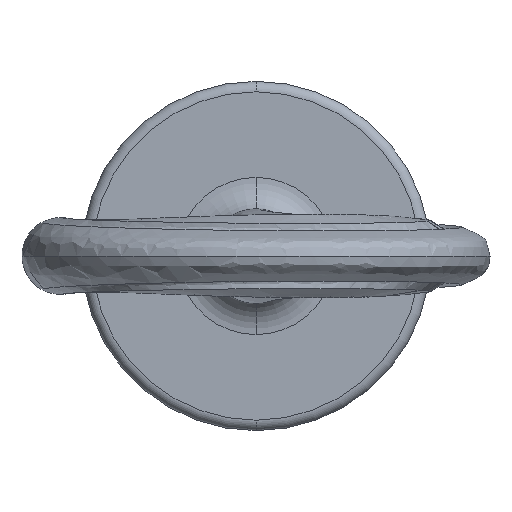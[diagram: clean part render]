
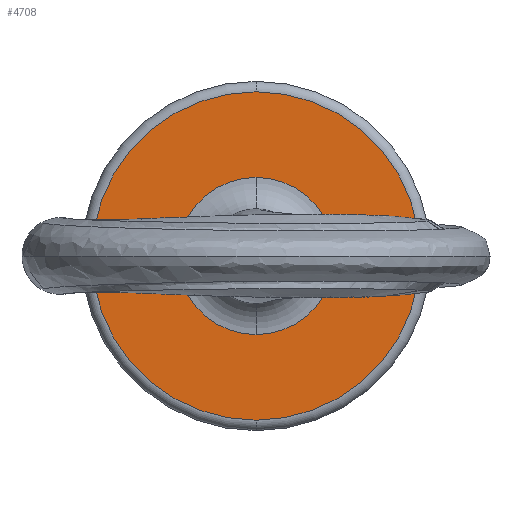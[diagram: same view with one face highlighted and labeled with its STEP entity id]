
A CAD part, front view. The second image highlights one B-rep face of the part: STEP entity #4708.
In plain terms, the highlighted planar face has unit normal (0, -1, 0).
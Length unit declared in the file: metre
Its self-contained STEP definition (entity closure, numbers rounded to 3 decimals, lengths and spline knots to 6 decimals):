
#21 = EDGE_CURVE('',#22,#24,#26,.T.);
#22 = VERTEX_POINT('',#23);
#23 = CARTESIAN_POINT('',(0.,-0.015,-0.047));
#24 = VERTEX_POINT('',#25);
#25 = CARTESIAN_POINT('',(0.,-0.015,0.047));
#26 = SURFACE_CURVE('',#27,(#32,#44),.PCURVE_S1.);
#27 = CIRCLE('',#28,0.047);
#28 = AXIS2_PLACEMENT_3D('',#29,#30,#31);
#29 = CARTESIAN_POINT('',(0.,-0.015,0.));
#30 = DIRECTION('',(0.,-1.,0.));
#31 = DIRECTION('',(0.,0.,1.));
#32 = PCURVE('',#33,#38);
#33 = TOROIDAL_SURFACE('',#34,0.047,0.003);
#34 = AXIS2_PLACEMENT_3D('',#35,#36,#37);
#35 = CARTESIAN_POINT('',(0.,-0.012,0.));
#36 = DIRECTION('',(0.,1.,0.));
#37 = DIRECTION('',(0.,-0.,1.));
#38 = DEFINITIONAL_REPRESENTATION('',(#39),#43);
#39 = LINE('',#40,#41);
#40 = CARTESIAN_POINT('',(6.283,4.712));
#41 = VECTOR('',#42,1.);
#42 = DIRECTION('',(-1.,0.));
#43 = ( GEOMETRIC_REPRESENTATION_CONTEXT(2) 
PARAMETRIC_REPRESENTATION_CONTEXT() REPRESENTATION_CONTEXT('2D SPACE',''
  ) );
#44 = PCURVE('',#45,#50);
#45 = PLANE('',#46);
#46 = AXIS2_PLACEMENT_3D('',#47,#48,#49);
#47 = CARTESIAN_POINT('',(0.,-0.015,0.));
#48 = DIRECTION('',(0.,1.,0.));
#49 = DIRECTION('',(0.,-0.,1.));
#50 = DEFINITIONAL_REPRESENTATION('',(#51),#59);
#51 = ( BOUNDED_CURVE() B_SPLINE_CURVE(2,(#52,#53,#54,#55,#56,#57,#58),
.UNSPECIFIED.,.T.,.F.) B_SPLINE_CURVE_WITH_KNOTS((1,2,2,2,2,1),(
    -2.094395,0.,2.094395,4.18879,6.283185,
8.37758),.UNSPECIFIED.) CURVE() GEOMETRIC_REPRESENTATION_ITEM() 
RATIONAL_B_SPLINE_CURVE((1.,0.5,1.,0.5,1.,0.5,1.)) REPRESENTATION_ITEM(
  '') );
#52 = CARTESIAN_POINT('',(0.047,0.));
#53 = CARTESIAN_POINT('',(0.047,-0.081));
#54 = CARTESIAN_POINT('',(-0.024,-0.041));
#55 = CARTESIAN_POINT('',(-0.094,0.));
#56 = CARTESIAN_POINT('',(-0.024,0.041));
#57 = CARTESIAN_POINT('',(0.047,0.081));
#58 = CARTESIAN_POINT('',(0.047,0.));
#59 = ( GEOMETRIC_REPRESENTATION_CONTEXT(2) 
PARAMETRIC_REPRESENTATION_CONTEXT() REPRESENTATION_CONTEXT('2D SPACE',''
  ) );
#78 = TOROIDAL_SURFACE('',#79,0.047,0.003);
#79 = AXIS2_PLACEMENT_3D('',#80,#81,#82);
#80 = CARTESIAN_POINT('',(0.,-0.012,0.));
#81 = DIRECTION('',(0.,1.,0.));
#82 = DIRECTION('',(0.,-0.,1.));
#145 = VERTEX_POINT('',#146);
#146 = CARTESIAN_POINT('',(0.,-0.015,0.0225));
#156 = TOROIDAL_SURFACE('',#157,0.0225,0.01);
#157 = AXIS2_PLACEMENT_3D('',#158,#159,#160);
#158 = CARTESIAN_POINT('',(0.,-0.025,0.));
#159 = DIRECTION('',(0.,1.,0.));
#160 = DIRECTION('',(0.,-0.,1.));
#168 = TOROIDAL_SURFACE('',#169,0.0225,0.01);
#169 = AXIS2_PLACEMENT_3D('',#170,#171,#172);
#170 = CARTESIAN_POINT('',(0.,-0.025,0.));
#171 = DIRECTION('',(0.,1.,0.));
#172 = DIRECTION('',(0.,-0.,1.));
#210 = VERTEX_POINT('',#211);
#211 = CARTESIAN_POINT('',(0.,-0.015,-0.0225));
#233 = EDGE_CURVE('',#210,#145,#234,.T.);
#234 = SURFACE_CURVE('',#235,(#240,#247),.PCURVE_S1.);
#235 = CIRCLE('',#236,0.0225);
#236 = AXIS2_PLACEMENT_3D('',#237,#238,#239);
#237 = CARTESIAN_POINT('',(0.,-0.015,0.));
#238 = DIRECTION('',(0.,1.,0.));
#239 = DIRECTION('',(0.,-0.,1.));
#240 = PCURVE('',#156,#241);
#241 = DEFINITIONAL_REPRESENTATION('',(#242),#246);
#242 = LINE('',#243,#244);
#243 = CARTESIAN_POINT('',(0.,1.571));
#244 = VECTOR('',#245,1.);
#245 = DIRECTION('',(1.,0.));
#246 = ( GEOMETRIC_REPRESENTATION_CONTEXT(2) 
PARAMETRIC_REPRESENTATION_CONTEXT() REPRESENTATION_CONTEXT('2D SPACE',''
  ) );
#247 = PCURVE('',#45,#248);
#248 = DEFINITIONAL_REPRESENTATION('',(#249),#253);
#249 = CIRCLE('',#250,0.0225);
#250 = AXIS2_PLACEMENT_2D('',#251,#252);
#251 = CARTESIAN_POINT('',(0.,0.));
#252 = DIRECTION('',(1.,0.));
#253 = ( GEOMETRIC_REPRESENTATION_CONTEXT(2) 
PARAMETRIC_REPRESENTATION_CONTEXT() REPRESENTATION_CONTEXT('2D SPACE',''
  ) );
#4708 = ADVANCED_FACE('',(#4709,#4738),#45,.F.);
#4709 = FACE_BOUND('',#4710,.T.);
#4710 = EDGE_LOOP('',(#4711,#4737));
#4711 = ORIENTED_EDGE('',*,*,#4712,.T.);
#4712 = EDGE_CURVE('',#24,#22,#4713,.T.);
#4713 = SURFACE_CURVE('',#4714,(#4719,#4730),.PCURVE_S1.);
#4714 = CIRCLE('',#4715,0.047);
#4715 = AXIS2_PLACEMENT_3D('',#4716,#4717,#4718);
#4716 = CARTESIAN_POINT('',(0.,-0.015,0.));
#4717 = DIRECTION('',(0.,-1.,0.));
#4718 = DIRECTION('',(0.,0.,1.));
#4719 = PCURVE('',#45,#4720);
#4720 = DEFINITIONAL_REPRESENTATION('',(#4721),#4729);
#4721 = ( BOUNDED_CURVE() B_SPLINE_CURVE(2,(#4722,#4723,#4724,#4725,
#4726,#4727,#4728),.UNSPECIFIED.,.T.,.F.) B_SPLINE_CURVE_WITH_KNOTS((1,2
    ,2,2,2,1),(-2.094395,0.,2.094395,4.18879,
6.283185,8.37758),.UNSPECIFIED.) CURVE() 
GEOMETRIC_REPRESENTATION_ITEM() RATIONAL_B_SPLINE_CURVE((1.,0.5,1.,0.5,
1.,0.5,1.)) REPRESENTATION_ITEM('') );
#4722 = CARTESIAN_POINT('',(0.047,0.));
#4723 = CARTESIAN_POINT('',(0.047,-0.081));
#4724 = CARTESIAN_POINT('',(-0.024,-0.041));
#4725 = CARTESIAN_POINT('',(-0.094,0.));
#4726 = CARTESIAN_POINT('',(-0.024,0.041));
#4727 = CARTESIAN_POINT('',(0.047,0.081));
#4728 = CARTESIAN_POINT('',(0.047,0.));
#4729 = ( GEOMETRIC_REPRESENTATION_CONTEXT(2) 
PARAMETRIC_REPRESENTATION_CONTEXT() REPRESENTATION_CONTEXT('2D SPACE',''
  ) );
#4730 = PCURVE('',#78,#4731);
#4731 = DEFINITIONAL_REPRESENTATION('',(#4732),#4736);
#4732 = LINE('',#4733,#4734);
#4733 = CARTESIAN_POINT('',(6.283,4.712));
#4734 = VECTOR('',#4735,1.);
#4735 = DIRECTION('',(-1.,0.));
#4736 = ( GEOMETRIC_REPRESENTATION_CONTEXT(2) 
PARAMETRIC_REPRESENTATION_CONTEXT() REPRESENTATION_CONTEXT('2D SPACE',''
  ) );
#4737 = ORIENTED_EDGE('',*,*,#21,.T.);
#4738 = FACE_BOUND('',#4739,.T.);
#4739 = EDGE_LOOP('',(#4740,#4762));
#4740 = ORIENTED_EDGE('',*,*,#4741,.T.);
#4741 = EDGE_CURVE('',#145,#210,#4742,.T.);
#4742 = SURFACE_CURVE('',#4743,(#4748,#4755),.PCURVE_S1.);
#4743 = CIRCLE('',#4744,0.0225);
#4744 = AXIS2_PLACEMENT_3D('',#4745,#4746,#4747);
#4745 = CARTESIAN_POINT('',(0.,-0.015,0.));
#4746 = DIRECTION('',(0.,1.,0.));
#4747 = DIRECTION('',(0.,-0.,1.));
#4748 = PCURVE('',#45,#4749);
#4749 = DEFINITIONAL_REPRESENTATION('',(#4750),#4754);
#4750 = CIRCLE('',#4751,0.0225);
#4751 = AXIS2_PLACEMENT_2D('',#4752,#4753);
#4752 = CARTESIAN_POINT('',(0.,0.));
#4753 = DIRECTION('',(1.,0.));
#4754 = ( GEOMETRIC_REPRESENTATION_CONTEXT(2) 
PARAMETRIC_REPRESENTATION_CONTEXT() REPRESENTATION_CONTEXT('2D SPACE',''
  ) );
#4755 = PCURVE('',#168,#4756);
#4756 = DEFINITIONAL_REPRESENTATION('',(#4757),#4761);
#4757 = LINE('',#4758,#4759);
#4758 = CARTESIAN_POINT('',(0.,1.571));
#4759 = VECTOR('',#4760,1.);
#4760 = DIRECTION('',(1.,0.));
#4761 = ( GEOMETRIC_REPRESENTATION_CONTEXT(2) 
PARAMETRIC_REPRESENTATION_CONTEXT() REPRESENTATION_CONTEXT('2D SPACE',''
  ) );
#4762 = ORIENTED_EDGE('',*,*,#233,.T.);
